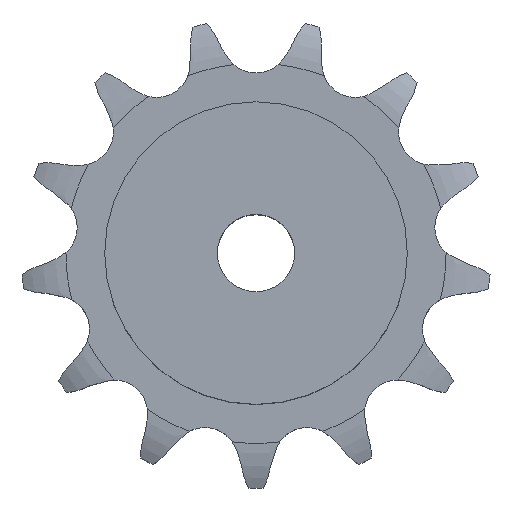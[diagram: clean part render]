
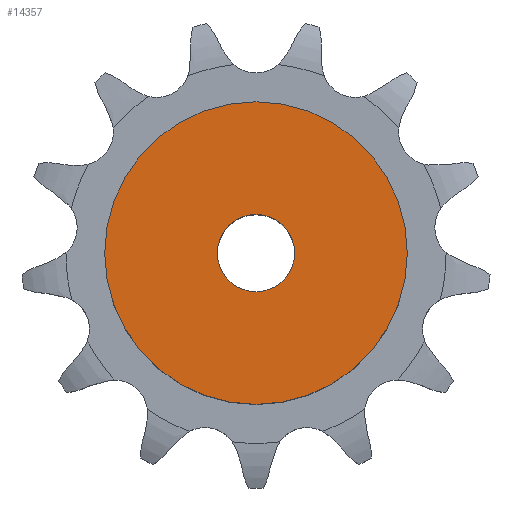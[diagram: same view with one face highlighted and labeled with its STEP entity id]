
A CAD part, top view. The second image highlights one B-rep face of the part: STEP entity #14357.
In plain terms, the highlighted planar face has unit normal (0, 0, 1).
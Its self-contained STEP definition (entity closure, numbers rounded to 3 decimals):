
#2229 = CYLINDRICAL_SURFACE('',#2230,23.5);
#2230 = AXIS2_PLACEMENT_3D('',#2231,#2232,#2233);
#2231 = CARTESIAN_POINT('',(0.,0.,0.));
#2232 = DIRECTION('',(-0.,-0.,-1.));
#2233 = DIRECTION('',(1.,0.,0.));
#9322 = VERTEX_POINT('',#9323);
#9323 = CARTESIAN_POINT('',(23.5,0.,30.));
#9344 = EDGE_CURVE('',#9322,#9322,#9345,.T.);
#9345 = SURFACE_CURVE('',#9346,(#9351,#9358),.PCURVE_S1.);
#9346 = CIRCLE('',#9347,23.5);
#9347 = AXIS2_PLACEMENT_3D('',#9348,#9349,#9350);
#9348 = CARTESIAN_POINT('',(0.,0.,30.));
#9349 = DIRECTION('',(0.,0.,1.));
#9350 = DIRECTION('',(1.,0.,0.));
#9351 = PCURVE('',#2229,#9352);
#9352 = DEFINITIONAL_REPRESENTATION('',(#9353),#9357);
#9353 = LINE('',#9354,#9355);
#9354 = CARTESIAN_POINT('',(-0.,-30.));
#9355 = VECTOR('',#9356,1.);
#9356 = DIRECTION('',(-1.,0.));
#9357 = ( GEOMETRIC_REPRESENTATION_CONTEXT(2) 
PARAMETRIC_REPRESENTATION_CONTEXT() REPRESENTATION_CONTEXT('2D SPACE',''
  ) );
#9358 = PCURVE('',#9359,#9364);
#9359 = PLANE('',#9360);
#9360 = AXIS2_PLACEMENT_3D('',#9361,#9362,#9363);
#9361 = CARTESIAN_POINT('',(0.,0.,30.));
#9362 = DIRECTION('',(0.,0.,1.));
#9363 = DIRECTION('',(1.,0.,0.));
#9364 = DEFINITIONAL_REPRESENTATION('',(#9365),#9369);
#9365 = CIRCLE('',#9366,23.5);
#9366 = AXIS2_PLACEMENT_2D('',#9367,#9368);
#9367 = CARTESIAN_POINT('',(0.,0.));
#9368 = DIRECTION('',(1.,0.));
#9369 = ( GEOMETRIC_REPRESENTATION_CONTEXT(2) 
PARAMETRIC_REPRESENTATION_CONTEXT() REPRESENTATION_CONTEXT('2D SPACE',''
  ) );
#12318 = CYLINDRICAL_SURFACE('',#12319,6.);
#12319 = AXIS2_PLACEMENT_3D('',#12320,#12321,#12322);
#12320 = CARTESIAN_POINT('',(0.,0.,121.362));
#12321 = DIRECTION('',(0.,0.,1.));
#12322 = DIRECTION('',(1.,0.,0.));
#14357 = ADVANCED_FACE('',(#14358,#14361),#9359,.T.);
#14358 = FACE_BOUND('',#14359,.T.);
#14359 = EDGE_LOOP('',(#14360));
#14360 = ORIENTED_EDGE('',*,*,#9344,.T.);
#14361 = FACE_BOUND('',#14362,.T.);
#14362 = EDGE_LOOP('',(#14363));
#14363 = ORIENTED_EDGE('',*,*,#14364,.F.);
#14364 = EDGE_CURVE('',#14365,#14365,#14367,.T.);
#14365 = VERTEX_POINT('',#14366);
#14366 = CARTESIAN_POINT('',(6.,0.,30.));
#14367 = SURFACE_CURVE('',#14368,(#14373,#14380),.PCURVE_S1.);
#14368 = CIRCLE('',#14369,6.);
#14369 = AXIS2_PLACEMENT_3D('',#14370,#14371,#14372);
#14370 = CARTESIAN_POINT('',(0.,0.,30.));
#14371 = DIRECTION('',(0.,0.,1.));
#14372 = DIRECTION('',(1.,0.,0.));
#14373 = PCURVE('',#9359,#14374);
#14374 = DEFINITIONAL_REPRESENTATION('',(#14375),#14379);
#14375 = CIRCLE('',#14376,6.);
#14376 = AXIS2_PLACEMENT_2D('',#14377,#14378);
#14377 = CARTESIAN_POINT('',(0.,0.));
#14378 = DIRECTION('',(1.,0.));
#14379 = ( GEOMETRIC_REPRESENTATION_CONTEXT(2) 
PARAMETRIC_REPRESENTATION_CONTEXT() REPRESENTATION_CONTEXT('2D SPACE',''
  ) );
#14380 = PCURVE('',#12318,#14381);
#14381 = DEFINITIONAL_REPRESENTATION('',(#14382),#14386);
#14382 = LINE('',#14383,#14384);
#14383 = CARTESIAN_POINT('',(0.,-91.362));
#14384 = VECTOR('',#14385,1.);
#14385 = DIRECTION('',(1.,0.));
#14386 = ( GEOMETRIC_REPRESENTATION_CONTEXT(2) 
PARAMETRIC_REPRESENTATION_CONTEXT() REPRESENTATION_CONTEXT('2D SPACE',''
  ) );
